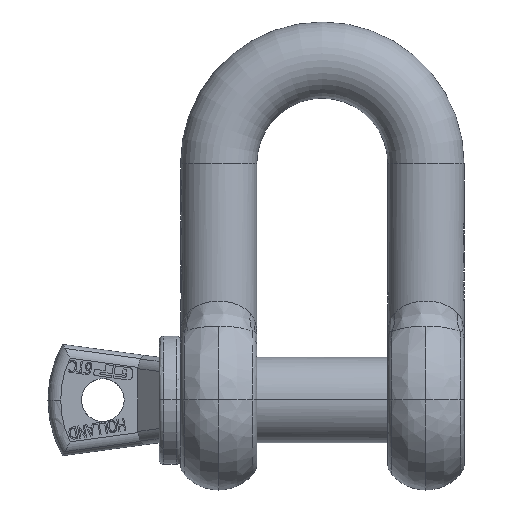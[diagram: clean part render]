
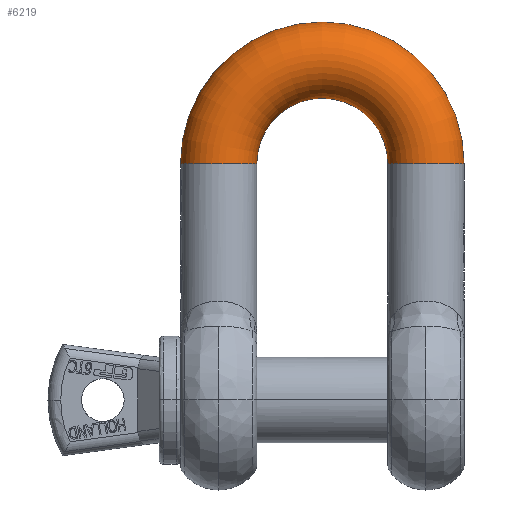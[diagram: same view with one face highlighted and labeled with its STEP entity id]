
A CAD part, top view. The second image highlights one B-rep face of the part: STEP entity #6219.
In plain terms, the highlighted toroidal (fillet/blend) face has major radius 34 mm and minor radius 12.5 mm.
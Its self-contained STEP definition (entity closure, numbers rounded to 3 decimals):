
#3213=AXIS2_PLACEMENT_3D('Circle Axis2P3D',#3211,#3212,$) ;
#5645=AXIS2_PLACEMENT_3D('Circle Axis2P3D',#5643,#5644,$) ;
#5659=AXIS2_PLACEMENT_3D('Circle Axis2P3D',#5657,#5658,$) ;
#6206=AXIS2_PLACEMENT_3D('Torus Axis2P3D',#6203,#6204,#6205) ;
#6210=AXIS2_PLACEMENT_3D('Circle Axis2P3D',#6208,#6209,$) ;
#2759=CARTESIAN_POINT('Vertex',(21.5,77.5,0.)) ;
#2766=CARTESIAN_POINT('Vertex',(46.5,77.5,0.)) ;
#3211=CARTESIAN_POINT('Axis2P3D Location',(34.,77.5,0.)) ;
#5643=CARTESIAN_POINT('Axis2P3D Location',(0.,77.5,0.)) ;
#5647=CARTESIAN_POINT('Vertex',(-21.5,77.5,0.)) ;
#5654=CARTESIAN_POINT('Vertex',(-46.5,77.5,0.)) ;
#5657=CARTESIAN_POINT('Axis2P3D Location',(0.,77.5,0.)) ;
#6203=CARTESIAN_POINT('Axis2P3D Location',(0.,77.5,0.)) ;
#6208=CARTESIAN_POINT('Axis2P3D Location',(-34.,77.5,0.)) ;
#3212=DIRECTION('Axis2P3D Direction',(0.,-1.,0.)) ;
#5644=DIRECTION('Axis2P3D Direction',(0.,0.,-1.)) ;
#5658=DIRECTION('Axis2P3D Direction',(0.,0.,-1.)) ;
#6204=DIRECTION('Axis2P3D Direction',(0.,0.,-1.)) ;
#6205=DIRECTION('Axis2P3D XDirection',(-1.,0.,0.)) ;
#6209=DIRECTION('Axis2P3D Direction',(0.,-1.,0.)) ;
#6214=ORIENTED_EDGE('',*,*,#5661,.F.) ;
#6215=ORIENTED_EDGE('',*,*,#6212,.F.) ;
#6216=ORIENTED_EDGE('',*,*,#5649,.F.) ;
#6217=ORIENTED_EDGE('',*,*,#3215,.T.) ;
#6219=ADVANCED_FACE('',(#6218),#6207,.T.) ;
#3214=CIRCLE('generated circle',#3213,12.5) ;
#5646=CIRCLE('generated circle',#5645,21.5) ;
#5660=CIRCLE('generated circle',#5659,46.5) ;
#6211=CIRCLE('generated circle',#6210,12.5) ;
#6207=TOROIDAL_SURFACE('homeo Torus',#6206,34.,12.5) ;
#3215=EDGE_CURVE('',#2760,#2767,#3214,.F.) ;
#5649=EDGE_CURVE('',#2760,#5648,#5646,.F.) ;
#5661=EDGE_CURVE('',#5655,#2767,#5660,.T.) ;
#6212=EDGE_CURVE('',#5648,#5655,#6211,.T.) ;
#6213=EDGE_LOOP('',(#6214,#6215,#6216,#6217)) ;
#6218=FACE_OUTER_BOUND('',#6213,.T.) ;
#2760=VERTEX_POINT('',#2759) ;
#2767=VERTEX_POINT('',#2766) ;
#5648=VERTEX_POINT('',#5647) ;
#5655=VERTEX_POINT('',#5654) ;
